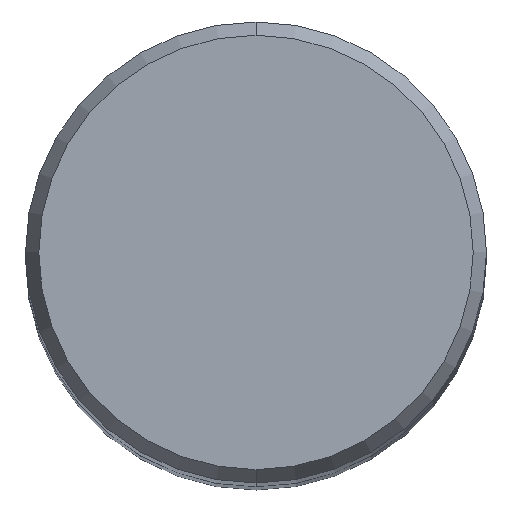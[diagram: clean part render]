
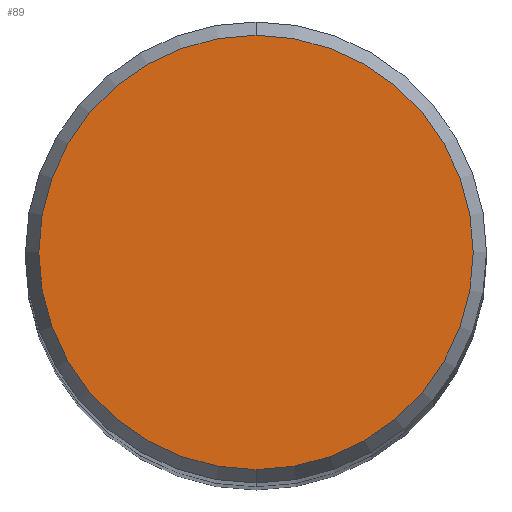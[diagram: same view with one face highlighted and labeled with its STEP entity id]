
A CAD part, top view. The second image highlights one B-rep face of the part: STEP entity #89.
In plain terms, the highlighted planar face has unit normal (0, 0, 1).
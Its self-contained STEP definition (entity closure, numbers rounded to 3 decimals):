
#89=ADVANCED_FACE('',(#209),#210,.T.);
#109=EDGE_CURVE('',#117,#115,#233,.T.);
#115=VERTEX_POINT('',#241);
#117=VERTEX_POINT('',#243);
#155=EDGE_CURVE('',#115,#117,#283,.T.);
#209=FACE_OUTER_BOUND('',#335,.T.);
#210=PLANE('',#336);
#233=CIRCLE('',#362,14.958);
#241=CARTESIAN_POINT('',(0.0,14.958,0.0));
#243=CARTESIAN_POINT('',(0.,-14.958,0.0));
#283=CIRCLE('',#427,14.958);
#335=EDGE_LOOP('',(#479,#480));
#336=AXIS2_PLACEMENT_3D('',#481,#482,#483);
#362=AXIS2_PLACEMENT_3D('',#514,#515,#516);
#427=AXIS2_PLACEMENT_3D('',#569,#570,#571);
#479=ORIENTED_EDGE('',*,*,#155,.F.);
#480=ORIENTED_EDGE('',*,*,#109,.F.);
#481=CARTESIAN_POINT('',(0.0,7.479,0.0));
#482=DIRECTION('',(-0.0,0.0,1.0));
#483=DIRECTION('',(0.0,-1.0,0.0));
#514=CARTESIAN_POINT('',(0.0,0.0,0.0));
#515=DIRECTION('',(0.0,0.0,-1.0));
#516=DIRECTION('',(0.0,1.0,0.0));
#569=CARTESIAN_POINT('',(0.0,0.0,0.0));
#570=DIRECTION('',(0.0,0.0,-1.0));
#571=DIRECTION('',(0.0,1.0,0.0));
